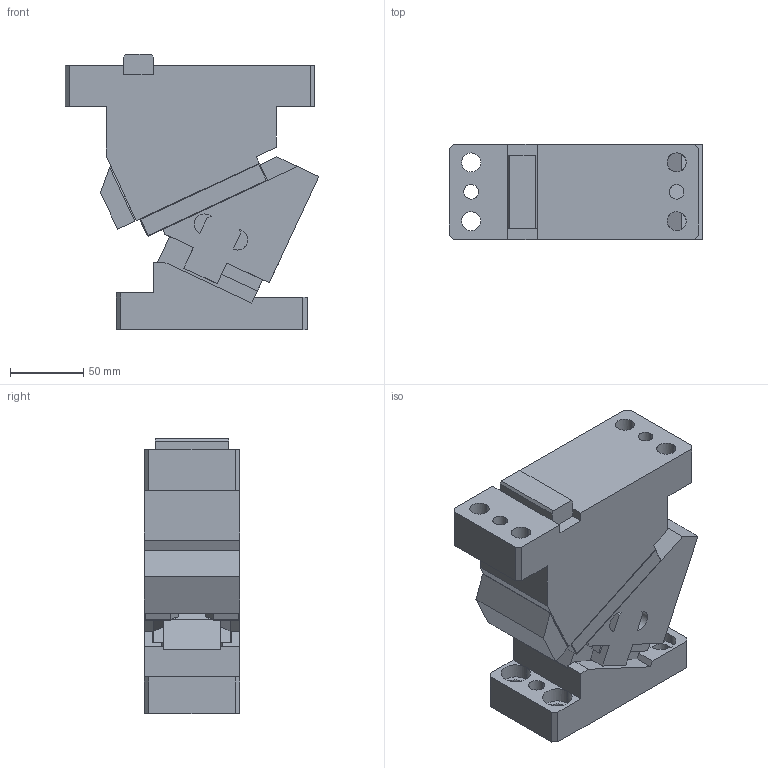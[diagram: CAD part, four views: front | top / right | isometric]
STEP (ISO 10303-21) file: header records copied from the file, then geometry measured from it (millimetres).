
FILE_DESCRIPTION(('CATIA V5 STEP Exchange'),'2;1');
FILE_NAME('CACC_65_25.stp','2015-04-21T10:38:24+00:00',('none'),('none'),'CATIA Version 5 Release 19 SP 2 (IN-10)','CATIA V5 STEP AP203','none');
FILE_SCHEMA(('CONFIG_CONTROL_DESIGN'));
Length unit declared in the file: millimetre
Products named in the file (1): CACC_65_25
Bounding box: 172.94 x 65 x 187.5 mm (x, y, z)
Volume: 1244008 mm3; surface area: 162182.1 mm2
Topology: 3 solids, 6 shells, 278 faces, 761 edges, 499 vertices
Faces by surface type: plane 201, cylinder 73, cone 4
Entity records: 10030 total; most frequent: CARTESIAN_POINT 3352, ORIENTED_EDGE 1498, DIRECTION 1109, EDGE_CURVE 749, VECTOR 598, LINE 598, VERTEX_POINT 495, EDGE_LOOP 316
